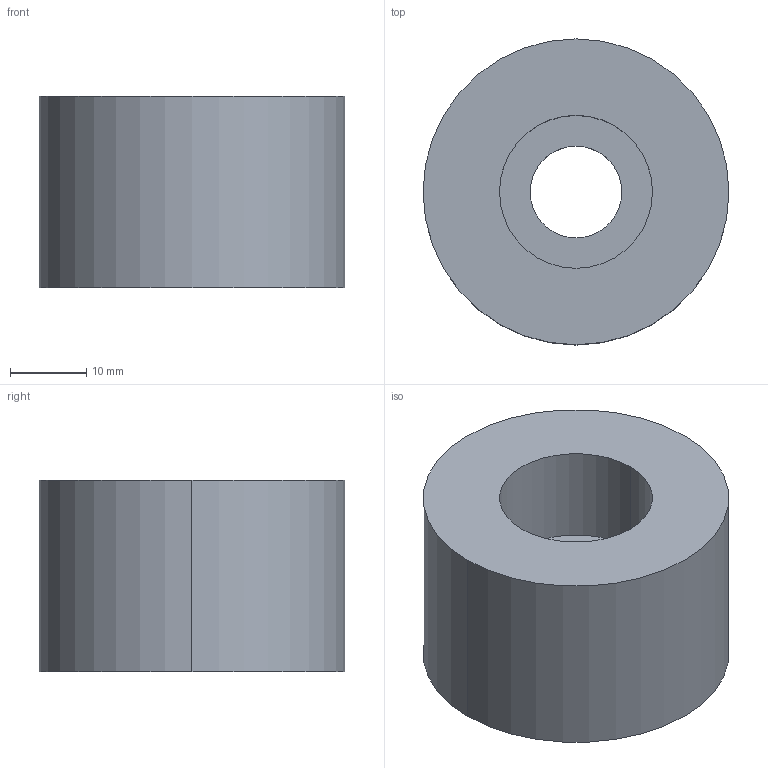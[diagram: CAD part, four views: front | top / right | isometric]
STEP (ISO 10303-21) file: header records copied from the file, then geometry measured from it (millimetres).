
FILE_DESCRIPTION (( 'STEP AP203' ), '1' );
FILE_NAME ('bj400-12025.STEP', '2021-10-24T23:52:05', ( '' ), ( '' ), 'SwSTEP 2.0', 'SolidWorks 2020', '' );
FILE_SCHEMA (( 'CONFIG_CONTROL_DESIGN' ));
Length unit declared in the file: millimetre
Products named in the file (1): bj400-12025
Bounding box: 40 x 40 x 25 mm (x, y, z)
Volume: 25974.7 mm3; surface area: 6697.9 mm2
Topology: 1 solids, 1 shells, 9 faces, 18 edges, 12 vertices
Faces by surface type: cylinder 6, plane 3
Entity records: 325 total; most frequent: DIRECTION 50, CARTESIAN_POINT 40, ORIENTED_EDGE 36, AXIS2_PLACEMENT_3D 22, EDGE_CURVE 18, VERTEX_POINT 12, EDGE_LOOP 12, CIRCLE 12
